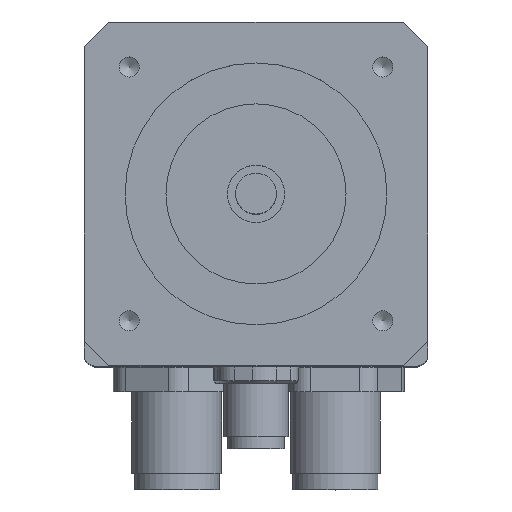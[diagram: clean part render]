
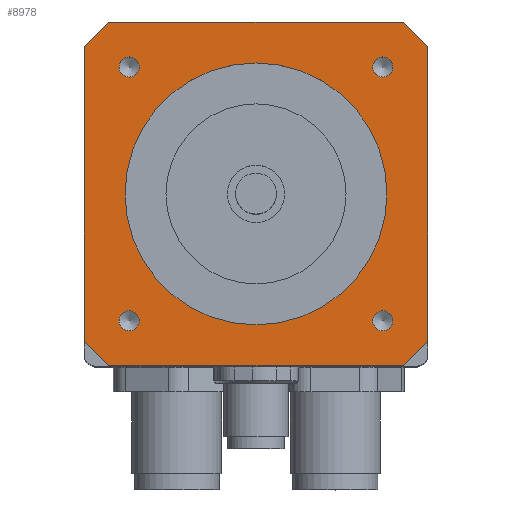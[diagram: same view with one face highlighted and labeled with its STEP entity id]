
A CAD part, top view. The second image highlights one B-rep face of the part: STEP entity #8978.
In plain terms, the highlighted planar face has unit normal (0, 0, 1).
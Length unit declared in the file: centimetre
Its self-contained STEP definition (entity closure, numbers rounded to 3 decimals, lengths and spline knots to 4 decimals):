
#306=LINE('',#14821,#855);
#308=LINE('',#14825,#857);
#315=LINE('',#14839,#864);
#316=LINE('',#14841,#865);
#317=LINE('',#14843,#866);
#318=LINE('',#14845,#867);
#319=LINE('',#14847,#868);
#320=LINE('',#14848,#869);
#855=VECTOR('',#11659,0.4243);
#857=VECTOR('',#11663,3.6);
#864=VECTOR('',#11672,3.6);
#865=VECTOR('',#11673,0.4243);
#866=VECTOR('',#11674,3.6);
#867=VECTOR('',#11675,0.4243);
#868=VECTOR('',#11676,3.6);
#869=VECTOR('',#11677,0.4243);
#1357=PLANE('',#9788);
#1652=FACE_BOUND('',#2708,.T.);
#1653=FACE_BOUND('',#2709,.T.);
#1654=FACE_BOUND('',#2710,.T.);
#1655=FACE_BOUND('',#2711,.T.);
#1656=FACE_BOUND('',#2712,.T.);
#2065=FACE_OUTER_BOUND('',#2707,.T.);
#2707=EDGE_LOOP('',(#6786,#6787,#6788,#6789,#6790,#6791,#6792,#6793));
#2708=EDGE_LOOP('',(#6794));
#2709=EDGE_LOOP('',(#6795));
#2710=EDGE_LOOP('',(#6796));
#2711=EDGE_LOOP('',(#6797));
#2712=EDGE_LOOP('',(#6798));
#3337=CIRCLE('',#9753,0.123);
#3339=CIRCLE('',#9757,0.123);
#3341=CIRCLE('',#9761,0.123);
#3343=CIRCLE('',#9765,0.123);
#3352=CIRCLE('',#9789,1.6);
#4030=VERTEX_POINT('',#14750);
#4032=VERTEX_POINT('',#14756);
#4034=VERTEX_POINT('',#14762);
#4036=VERTEX_POINT('',#14768);
#4051=VERTEX_POINT('',#14818);
#4052=VERTEX_POINT('',#14820);
#4053=VERTEX_POINT('',#14824);
#4059=VERTEX_POINT('',#14838);
#4060=VERTEX_POINT('',#14840);
#4061=VERTEX_POINT('',#14842);
#4062=VERTEX_POINT('',#14844);
#4063=VERTEX_POINT('',#14846);
#4064=VERTEX_POINT('',#14849);
#5017=EDGE_CURVE('',#4030,#4030,#3337,.T.);
#5019=EDGE_CURVE('',#4032,#4032,#3339,.T.);
#5021=EDGE_CURVE('',#4034,#4034,#3341,.T.);
#5023=EDGE_CURVE('',#4036,#4036,#3343,.T.);
#5046=EDGE_CURVE('',#4051,#4052,#306,.T.);
#5048=EDGE_CURVE('',#4052,#4053,#308,.T.);
#5055=EDGE_CURVE('',#4059,#4051,#315,.T.);
#5056=EDGE_CURVE('',#4060,#4059,#316,.T.);
#5057=EDGE_CURVE('',#4061,#4060,#317,.T.);
#5058=EDGE_CURVE('',#4062,#4061,#318,.T.);
#5059=EDGE_CURVE('',#4063,#4062,#319,.T.);
#5060=EDGE_CURVE('',#4053,#4063,#320,.T.);
#5061=EDGE_CURVE('',#4064,#4064,#3352,.T.);
#6786=ORIENTED_EDGE('',*,*,#5046,.F.);
#6787=ORIENTED_EDGE('',*,*,#5055,.F.);
#6788=ORIENTED_EDGE('',*,*,#5056,.F.);
#6789=ORIENTED_EDGE('',*,*,#5057,.F.);
#6790=ORIENTED_EDGE('',*,*,#5058,.F.);
#6791=ORIENTED_EDGE('',*,*,#5059,.F.);
#6792=ORIENTED_EDGE('',*,*,#5060,.F.);
#6793=ORIENTED_EDGE('',*,*,#5048,.F.);
#6794=ORIENTED_EDGE('',*,*,#5017,.T.);
#6795=ORIENTED_EDGE('',*,*,#5019,.T.);
#6796=ORIENTED_EDGE('',*,*,#5021,.T.);
#6797=ORIENTED_EDGE('',*,*,#5023,.T.);
#6798=ORIENTED_EDGE('',*,*,#5061,.T.);
#8978=ADVANCED_FACE('',(#2065,#1652,#1653,#1654,#1655,#1656),#1357,.F.);
#9753=AXIS2_PLACEMENT_3D('',#14751,#11577,#11578);
#9757=AXIS2_PLACEMENT_3D('',#14757,#11585,#11586);
#9761=AXIS2_PLACEMENT_3D('',#14763,#11593,#11594);
#9765=AXIS2_PLACEMENT_3D('',#14769,#11601,#11602);
#9788=AXIS2_PLACEMENT_3D('',#14837,#11670,#11671);
#9789=AXIS2_PLACEMENT_3D('',#14850,#11678,#11679);
#11577=DIRECTION('center_axis',(0.,0.,
-1.));
#11578=DIRECTION('ref_axis',(0.,1.,0.));
#11585=DIRECTION('center_axis',(0.,0.,
-1.));
#11586=DIRECTION('ref_axis',(0.,1.,0.));
#11593=DIRECTION('center_axis',(0.,0.,
-1.));
#11594=DIRECTION('ref_axis',(0.,1.,0.));
#11601=DIRECTION('center_axis',(0.,0.,
-1.));
#11602=DIRECTION('ref_axis',(0.,1.,0.));
#11659=DIRECTION('',(-0.707,-0.707,0.));
#11663=DIRECTION('',(-1.,0.,0.));
#11670=DIRECTION('center_axis',(0.,0.,
-1.));
#11671=DIRECTION('ref_axis',(0.,-1.,0.));
#11672=DIRECTION('',(0.,-1.,0.));
#11673=DIRECTION('',(0.707,-0.707,0.));
#11674=DIRECTION('',(1.,0.,0.));
#11675=DIRECTION('',(0.707,0.707,0.));
#11676=DIRECTION('',(0.,1.,0.));
#11677=DIRECTION('',(-0.707,0.707,0.));
#11678=DIRECTION('center_axis',(0.,0.,
-1.));
#11679=DIRECTION('ref_axis',(0.,-1.,0.));
#14750=CARTESIAN_POINT('',(2.2822,2.6029,9.531));
#14751=CARTESIAN_POINT('Origin',(2.2822,2.4799,9.531));
#14756=CARTESIAN_POINT('',(-0.8178,2.6029,9.531));
#14757=CARTESIAN_POINT('Origin',(-0.8178,2.4799,9.531));
#14762=CARTESIAN_POINT('',(-0.8178,-0.4971,9.531));
#14763=CARTESIAN_POINT('Origin',(-0.8178,-0.6201,
9.531));
#14768=CARTESIAN_POINT('',(2.2822,-0.4971,9.531));
#14769=CARTESIAN_POINT('Origin',(2.2822,-0.6201,9.531));
#14818=CARTESIAN_POINT('',(2.8322,-0.8701,9.531));
#14820=CARTESIAN_POINT('',(2.5322,-1.1701,9.531));
#14821=CARTESIAN_POINT('',(2.8322,-0.8701,9.531));
#14824=CARTESIAN_POINT('',(-1.0678,-1.1701,9.531));
#14825=CARTESIAN_POINT('',(2.5322,-1.1701,9.531));
#14837=CARTESIAN_POINT('Origin',(0.7322,0.9299,9.531));
#14838=CARTESIAN_POINT('',(2.8322,2.7299,9.531));
#14839=CARTESIAN_POINT('',(2.8322,2.7299,9.531));
#14840=CARTESIAN_POINT('',(2.5322,3.0299,9.531));
#14841=CARTESIAN_POINT('',(2.5322,3.0299,9.531));
#14842=CARTESIAN_POINT('',(-1.0678,3.0299,9.531));
#14843=CARTESIAN_POINT('',(-1.0678,3.0299,9.531));
#14844=CARTESIAN_POINT('',(-1.3678,2.7299,9.531));
#14845=CARTESIAN_POINT('',(-1.3678,2.7299,9.531));
#14846=CARTESIAN_POINT('',(-1.3678,-0.8701,9.531));
#14847=CARTESIAN_POINT('',(-1.3678,-0.8701,9.531));
#14848=CARTESIAN_POINT('',(-1.0678,-1.1701,9.531));
#14849=CARTESIAN_POINT('',(0.7322,2.5299,9.531));
#14850=CARTESIAN_POINT('Origin',(0.7322,0.9299,9.531));
